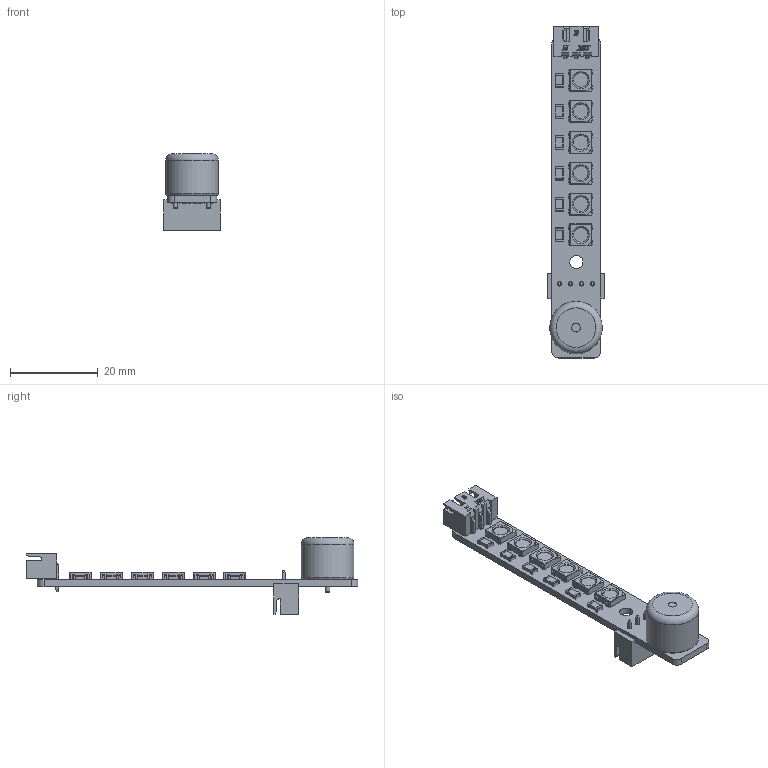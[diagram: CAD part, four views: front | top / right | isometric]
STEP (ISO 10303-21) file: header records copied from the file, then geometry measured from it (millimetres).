
FILE_DESCRIPTION(('KiCad electronic assembly'),'2;1');
FILE_NAME('LFRControlBoard_Indicator.step','2024-04-15T10:10:52',( 'An Author'),('A Company'),'Open CASCADE STEP processor 7.5', 'KiCad to STEP converter','Unknown');
FILE_SCHEMA(('AUTOMOTIVE_DESIGN { 1 0 10303 214 1 1 1 1 }'));
Length unit declared in the file: millimetre
Products named in the file (12): Open CASCADE STEP translator 7.5 1; 100nF_Cap_1206; COMPOUND; LED_WS2812B_PLCC4_5.0x5.0mm_P3.2mm; SOLID; CONNECTOR WHITE JST XH 4 PIN - 2,54 mm; WHITE JST XH 3 PIN CONNECTOR - P 2.54mm - ANGLED; Buzzer_12x9.5RM7.6
Assembly tree (21 placements, depth 3):
  Open CASCADE STEP translator 7.5 1
    100nF_Cap_1206  x6
      COMPOUND
    LED_WS2812B_PLCC4_5.0x5.0mm_P3.2mm  x6
      SOLID
    CONNECTOR WHITE JST XH 4 PIN - 2,54 mm
      SOLID
    WHITE JST XH 3 PIN CONNECTOR - P 2.54mm - ANGLED
      SOLID
    Buzzer_12x9.5RM7.6
      SOLID
    COMPOUND
Bounding box: 12.88 x 75.8 x 17.53 mm (x, y, z)
Volume: 2997.9 mm3; surface area: 4493.6 mm2
Topology: 28 solids, 28 shells, 1301 faces, 3356 edges, 2073 vertices
Faces by surface type: plane 724, cylinder 415, bspline 104, sphere 48, cone 6, torus 4
Full cylindrical faces by diameter (mm): 0.9 x2, 0.95 x3, 1 x6, 2 x1, 3 x1, 3.333 x6, 12 x1
Entity records: 61864 total; most frequent: CARTESIAN_POINT 21412, DIRECTION 6189, LINE 4144, VECTOR 4144, ORIENTED_EDGE 3646, PCURVE 3646, DEFINITIONAL_REPRESENTATION 3646, EDGE_CURVE 1823
